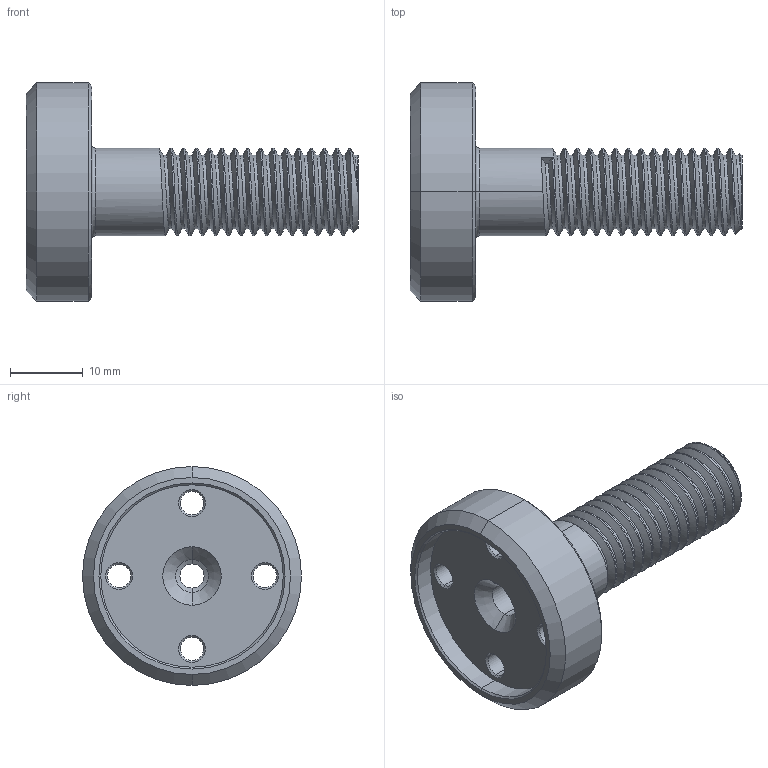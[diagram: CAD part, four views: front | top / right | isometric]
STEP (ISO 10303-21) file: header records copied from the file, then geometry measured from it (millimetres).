
FILE_DESCRIPTION (( 'STEP AP203' ), '1' );
FILE_NAME ('Propeller shaft for rear mount.STEP', '2018-09-09T09:48:49', ( '' ), ( '' ), 'SwSTEP 2.0', 'SolidWorks 2018', '' );
FILE_SCHEMA (( 'CONFIG_CONTROL_DESIGN' ));
Length unit declared in the file: millimetre
Products named in the file (1): Propeller shaft for rear mount
Bounding box: 45.5 x 30 x 30 mm (x, y, z)
Volume: 7283.8 mm3; surface area: 5025.9 mm2
Topology: 1 solids, 1 shells, 107 faces, 271 edges, 168 vertices
Faces by surface type: cylinder 55, cone 38, plane 9, bspline 3, torus 2
Entity records: 10737 total; most frequent: CARTESIAN_POINT 8204, ORIENTED_EDGE 542, DIRECTION 493, EDGE_CURVE 271, AXIS2_PLACEMENT_3D 200, VERTEX_POINT 168, EDGE_LOOP 119, FACE_OUTER_BOUND 107
